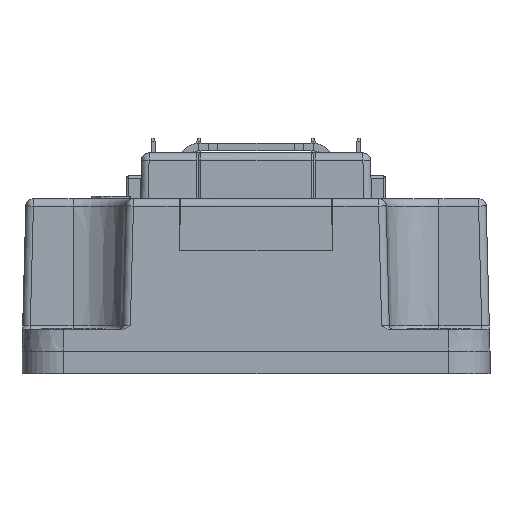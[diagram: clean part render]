
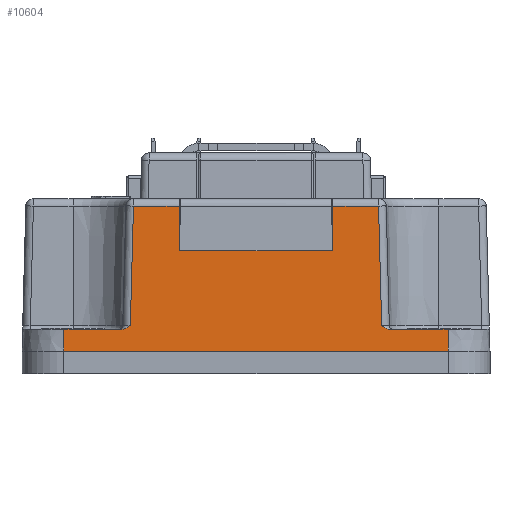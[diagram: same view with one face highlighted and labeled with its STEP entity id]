
A CAD part, left-side view. The second image highlights one B-rep face of the part: STEP entity #10604.
In plain terms, the highlighted planar face has unit normal (-1, 0, 0.026).
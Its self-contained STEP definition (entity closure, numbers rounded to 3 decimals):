
#355=B_SPLINE_CURVE_WITH_KNOTS('',3,(#16166,#16167,#16168,#16169,#16170,
#16171,#16172,#16173,#16174,#16175),.UNSPECIFIED.,.F.,.F.,(4,2,2,2,4),(0.,
0.03,0.066,0.153,0.154),
 .UNSPECIFIED.);
#356=B_SPLINE_CURVE_WITH_KNOTS('',3,(#16179,#16180,#16181,#16182,#16183,
#16184,#16185,#16186,#16187,#16188),.UNSPECIFIED.,.F.,.F.,(4,2,2,2,4),(0.,
0.,0.063,0.088,0.107),
 .UNSPECIFIED.);
#712=FACE_OUTER_BOUND('',#1341,.T.);
#1341=EDGE_LOOP('',(#7671,#7672,#7673,#7674,#7675,#7676,#7677,#7678,#7679,
#7680,#7681,#7682,#7683,#7684));
#2140=LINE('',#14721,#3131);
#2144=LINE('',#14730,#3135);
#2148=LINE('',#14740,#3139);
#2492=LINE('',#15655,#3483);
#2613=LINE('',#15929,#3604);
#2615=LINE('',#15933,#3606);
#2648=LINE('',#16101,#3639);
#2649=LINE('',#16103,#3640);
#2664=LINE('',#16162,#3655);
#2665=LINE('',#16164,#3656);
#2666=LINE('',#16176,#3657);
#2667=LINE('',#16178,#3658);
#3131=VECTOR('',#11962,10.);
#3135=VECTOR('',#11970,10.);
#3139=VECTOR('',#11978,10.);
#3483=VECTOR('',#12826,10.);
#3604=VECTOR('',#13053,10.);
#3606=VECTOR('',#13057,10.);
#3639=VECTOR('',#13172,10.);
#3640=VECTOR('',#13175,10.);
#3655=VECTOR('',#13208,10.);
#3656=VECTOR('',#13209,10.);
#3657=VECTOR('',#13210,10.);
#3658=VECTOR('',#13211,10.);
#4126=VERTEX_POINT('',#14718);
#4127=VERTEX_POINT('',#14720);
#4130=VERTEX_POINT('',#14728);
#4134=VERTEX_POINT('',#14738);
#4446=VERTEX_POINT('',#15646);
#4448=VERTEX_POINT('',#15652);
#4545=VERTEX_POINT('',#15927);
#4546=VERTEX_POINT('',#15932);
#4578=VERTEX_POINT('',#16097);
#4579=VERTEX_POINT('',#16099);
#4594=VERTEX_POINT('',#16161);
#4595=VERTEX_POINT('',#16163);
#4596=VERTEX_POINT('',#16165);
#4597=VERTEX_POINT('',#16177);
#5062=EDGE_CURVE('',#4127,#4126,#2140,.F.);
#5067=EDGE_CURVE('',#4126,#4130,#2144,.F.);
#5072=EDGE_CURVE('',#4130,#4134,#2148,.F.);
#5519=EDGE_CURVE('',#4446,#4448,#2492,.T.);
#5656=EDGE_CURVE('',#4545,#4448,#2613,.T.);
#5658=EDGE_CURVE('',#4446,#4546,#2615,.T.);
#5716=EDGE_CURVE('',#4579,#4578,#2648,.T.);
#5717=EDGE_CURVE('',#4127,#4579,#2649,.T.);
#5737=EDGE_CURVE('',#4594,#4134,#2664,.T.);
#5738=EDGE_CURVE('',#4595,#4594,#2665,.T.);
#5739=EDGE_CURVE('',#4596,#4595,#355,.T.);
#5740=EDGE_CURVE('',#4546,#4596,#2666,.T.);
#5741=EDGE_CURVE('',#4597,#4545,#2667,.T.);
#5742=EDGE_CURVE('',#4578,#4597,#356,.T.);
#7671=ORIENTED_EDGE('',*,*,#5737,.F.);
#7672=ORIENTED_EDGE('',*,*,#5738,.F.);
#7673=ORIENTED_EDGE('',*,*,#5739,.F.);
#7674=ORIENTED_EDGE('',*,*,#5740,.F.);
#7675=ORIENTED_EDGE('',*,*,#5658,.F.);
#7676=ORIENTED_EDGE('',*,*,#5519,.T.);
#7677=ORIENTED_EDGE('',*,*,#5656,.F.);
#7678=ORIENTED_EDGE('',*,*,#5741,.F.);
#7679=ORIENTED_EDGE('',*,*,#5742,.F.);
#7680=ORIENTED_EDGE('',*,*,#5716,.F.);
#7681=ORIENTED_EDGE('',*,*,#5717,.F.);
#7682=ORIENTED_EDGE('',*,*,#5062,.T.);
#7683=ORIENTED_EDGE('',*,*,#5067,.T.);
#7684=ORIENTED_EDGE('',*,*,#5072,.T.);
#9628=PLANE('',#11374);
#10604=ADVANCED_FACE('',(#712),#9628,.T.);
#11374=AXIS2_PLACEMENT_3D('',#16160,#13206,#13207);
#11962=DIRECTION('',(0.026,-0.009,1.));
#11970=DIRECTION('',(0.,-1.,0.));
#11978=DIRECTION('',(-0.026,-0.009,-1.));
#12826=DIRECTION('',(0.,-1.,0.));
#13053=DIRECTION('',(-0.026,0.,-1.));
#13057=DIRECTION('',(0.026,0.,1.));
#13172=DIRECTION('',(-0.026,-0.026,-0.999));
#13175=DIRECTION('',(0.,-1.,0.));
#13206=DIRECTION('center_axis',(-1.,0.,
0.026));
#13207=DIRECTION('ref_axis',(-0.026,0.,-1.));
#13208=DIRECTION('',(0.,-1.,0.));
#13209=DIRECTION('',(0.026,-0.026,0.999));
#13210=DIRECTION('',(0.,-1.,0.));
#13211=DIRECTION('',(0.,-1.,0.));
#14718=CARTESIAN_POINT('',(-52.856,-10.025,16.15));
#14720=CARTESIAN_POINT('',(-52.702,-10.076,22.026));
#14721=CARTESIAN_POINT('',(-52.704,-10.076,21.946));
#14728=CARTESIAN_POINT('',(-52.856,10.025,16.15));
#14730=CARTESIAN_POINT('',(-52.856,0.,16.15));
#14738=CARTESIAN_POINT('',(-52.702,10.076,22.026));
#14740=CARTESIAN_POINT('',(-52.705,10.075,21.906));
#15646=CARTESIAN_POINT('',(-53.2,25.2,3.));
#15652=CARTESIAN_POINT('',(-53.2,-25.2,3.));
#15655=CARTESIAN_POINT('',(-53.2,30.7,3.));
#15927=CARTESIAN_POINT('',(-53.125,-25.2,5.85));
#15929=CARTESIAN_POINT('',(-52.782,-25.2,18.956));
#15932=CARTESIAN_POINT('',(-53.125,25.2,5.85));
#15933=CARTESIAN_POINT('',(-53.044,25.2,8.959));
#16097=CARTESIAN_POINT('',(-53.113,-16.488,6.337));
#16099=CARTESIAN_POINT('',(-52.702,-16.077,22.026));
#16101=CARTESIAN_POINT('',(-52.777,-16.152,19.149));
#16103=CARTESIAN_POINT('',(-52.702,-7.5,22.026));
#16160=CARTESIAN_POINT('Origin',(-52.888,0.,
14.918));
#16161=CARTESIAN_POINT('',(-52.702,16.077,22.026));
#16162=CARTESIAN_POINT('',(-52.702,-7.5,22.026));
#16163=CARTESIAN_POINT('',(-53.113,16.488,6.337));
#16164=CARTESIAN_POINT('',(-52.777,16.152,19.149));
#16165=CARTESIAN_POINT('',(-53.125,17.594,5.85));
#16166=CARTESIAN_POINT('Ctrl Pts',(-53.125,17.594,5.85));
#16167=CARTESIAN_POINT('Ctrl Pts',(-53.125,17.495,5.85));
#16168=CARTESIAN_POINT('Ctrl Pts',(-53.125,17.394,5.866));
#16169=CARTESIAN_POINT('Ctrl Pts',(-53.123,17.182,5.926));
#16170=CARTESIAN_POINT('Ctrl Pts',(-53.122,17.083,5.97));
#16171=CARTESIAN_POINT('Ctrl Pts',(-53.119,16.831,6.099));
#16172=CARTESIAN_POINT('Ctrl Pts',(-53.116,16.654,6.222));
#16173=CARTESIAN_POINT('Ctrl Pts',(-53.113,16.49,6.335));
#16174=CARTESIAN_POINT('Ctrl Pts',(-53.113,16.489,6.336));
#16175=CARTESIAN_POINT('Ctrl Pts',(-53.113,16.488,6.337));
#16176=CARTESIAN_POINT('',(-53.125,12.389,5.85));
#16177=CARTESIAN_POINT('',(-53.125,-17.594,5.85));
#16178=CARTESIAN_POINT('',(-53.125,-12.389,5.85));
#16179=CARTESIAN_POINT('Ctrl Pts',(-53.113,-16.488,
6.337));
#16180=CARTESIAN_POINT('Ctrl Pts',(-53.113,-16.489,
6.336));
#16181=CARTESIAN_POINT('Ctrl Pts',(-53.113,-16.49,
6.335));
#16182=CARTESIAN_POINT('Ctrl Pts',(-53.116,-16.665,
6.214));
#16183=CARTESIAN_POINT('Ctrl Pts',(-53.119,-16.842,
6.091));
#16184=CARTESIAN_POINT('Ctrl Pts',(-53.122,-17.091,
5.967));
#16185=CARTESIAN_POINT('Ctrl Pts',(-53.123,-17.188,
5.923));
#16186=CARTESIAN_POINT('Ctrl Pts',(-53.125,-17.399,
5.866));
#16187=CARTESIAN_POINT('Ctrl Pts',(-53.125,-17.497,
5.85));
#16188=CARTESIAN_POINT('Ctrl Pts',(-53.125,-17.594,
5.85));
